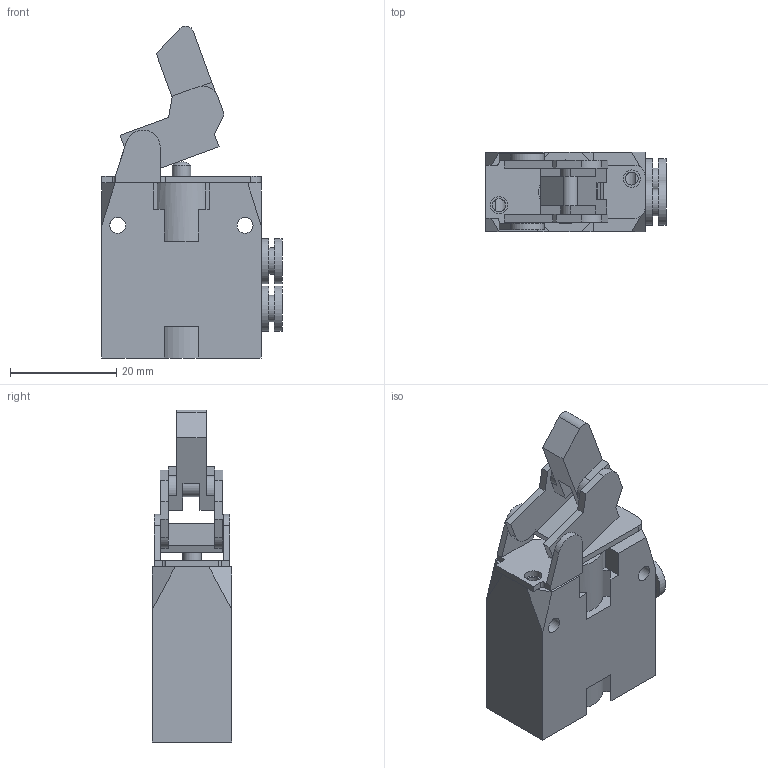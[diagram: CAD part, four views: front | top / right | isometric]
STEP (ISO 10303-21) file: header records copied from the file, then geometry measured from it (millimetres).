
FILE_DESCRIPTION(/* description */ (''),/* implementation_level */ '2;1');
FILE_NAME(/* name */ '104_22_3_1_L#.stp',/* time_stamp */ '2014-11-26T10:40:29+01:00',/* author */ ('maniean1'),/* organization */ ('Pneumax S.p.A.'),/* preprocessor_version */ 'ST-DEVELOPER v15.2',/* originating_system */ 'Autodesk Inventor 2014',/* authorisation */ '');
FILE_SCHEMA (('AUTOMOTIVE_DESIGN { 1 0 10303 214 3 1 1 }'));
Length unit declared in the file: millimetre
Products named in the file (3): 104_22_0_1_L#; 104_3_1; 104_22_3_1_L#
Bounding box: 34 x 15 x 62.55 mm (x, y, z)
Volume: 15964.6 mm3; surface area: 7670.7 mm2
Topology: 2 solids, 2 shells, 194 faces, 537 edges, 353 vertices
Faces by surface type: plane 140, cylinder 41, bspline 12, sphere 1
Full cylindrical faces by diameter (mm): 2.45 x4, 3 x2, 3.25 x2, 3.5 x1, 4 x3, 5 x2, 8.5 x4
Entity records: 6481 total; most frequent: CARTESIAN_POINT 1434, ORIENTED_EDGE 1006, DIRECTION 939, EDGE_CURVE 503, LINE 385, VECTOR 385, VERTEX_POINT 340, AXIS2_PLACEMENT_3D 277
